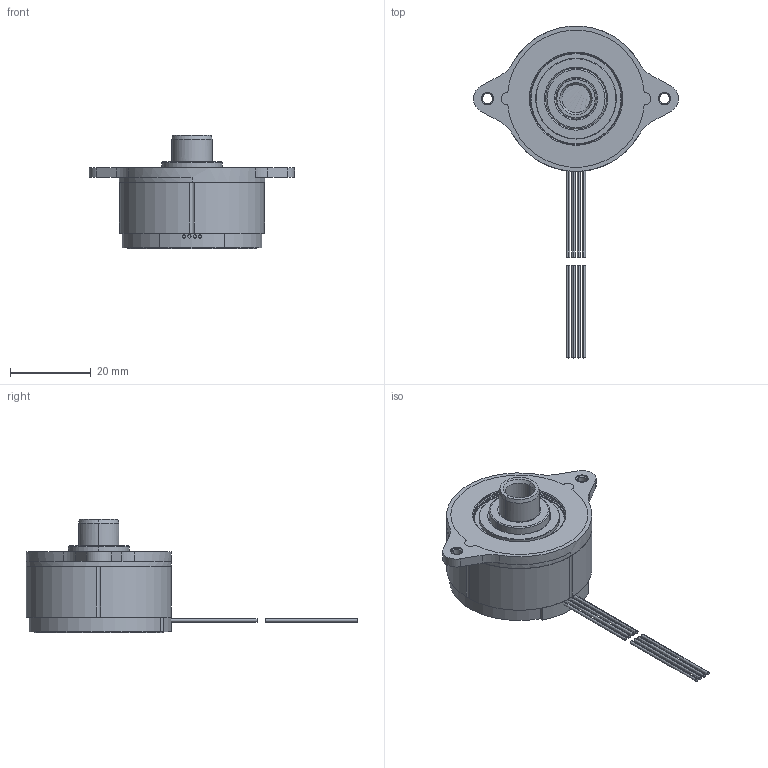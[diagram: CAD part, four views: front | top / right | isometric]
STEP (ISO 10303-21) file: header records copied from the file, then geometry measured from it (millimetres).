
FILE_DESCRIPTION((''),'2;1');
FILE_NAME('4611110064819_ASM','2024-04-16T17:03:07',('ms26442'),(''),'CREO PARAMETRIC BY PTC INC, 2018100','CREO PARAMETRIC BY PTC INC, 2018100','');
FILE_SCHEMA(('CONFIG_CONTROL_DESIGN'));
Length unit declared in the file: millimetre
Products named in the file (128): 4613102101248_AF0; 3698153000852_AF3; 3698153000852_AF2; 4613104026721_AF1_ASM; 4634140202730_AF1; 4613103016505_AF1_ASM; 3698201102127_AF1; 4219121200841_AF2; 4613103016506_AF2_ASM; 4613103016507_AF1_ASM; 4613103016508_AF0_ASM; 4613103016509_ASM; 4219121306374; 4331101000996; 4219121500663_ASM; 4332101306097_AF1; 4613106101025_AF0; 4693220001330_AF0; 4693220001330_AF1; 4693220001330_AF2; 4693220001330_AF3; 4693220001330_AF4; 4693220001330_AF5; 4693220001330_AF6; 4693220001330_AF7; 4693220001330_AF8; 4693220001330_AF9; 4693220001330_AF10; 4693220001330_AF11; 4693220001330_AF12; 4693220001330_AF13; 4693220001330_AF14; 4693220001330_AF15; 4693220001330_AF16; 4693220001330_AF17; 4693220001330_AF18; 4693220001330_AF19; 4693220001330_AF20; 4693220001330_AF21; 4693220001330_AF22 ...
Assembly tree (129 placements, depth 9):
  4611110064819_ASM
    4613153002188_ASM
      4613103016509_ASM
        4613103016508_AF0_ASM
          4613103016507_AF1_ASM
            4613103016506_AF2_ASM
              4613103016505_AF1_ASM
                4613104026721_AF1_ASM
                  4613102101248_AF0
                  3698153000852_AF3
                  3698153000852_AF2
                4634140202730_AF1
              3698201102127_AF1
              4219121200841_AF2
      4219121500663_ASM
        4219121306374
        4331101000996
      4613107115486_ASM
        4332101306097_AF1
        4613107115314_AF0_ASM
          4613106101025_AF0
          4693220001330_AF0
          4693220001330_AF1
          4693220001330_AF2
          4693220001330_AF3
          4693220001330_AF4
          4693220001330_AF5
          4693220001330_AF6
          4693220001330_AF7
          4693220001330_AF8
          4693220001330_AF9
          4693220001330_AF10
          4693220001330_AF11
          4693220001330_AF12
          4693220001330_AF13
          4693220001330_AF14
          4693220001330_AF15
          4693220001330_AF16
          4693220001330_AF17
          4693220001330_AF18
          4693220001330_AF19
          4693220001330_AF20
          4693220001330_AF21
          4693220001330_AF22
          4693220001330_AF23
          4693220001330_AF24
          4693220001330_AF25
          4693220001330_AF26
          4693220001330_AF27
          4693220001330_AF28
          4693220001330_AF29
          4693220001330_AF30
          4693220001330_AF31
          4693220001330_AF32
          4693220001330_AF33
          4693220001330_AF34
          4693220001330_AF35
          4693220001330_AF36
          4693220001330_AF37
          4693220001330_AF38
Bounding box: 50.82 x 82.2 x 28 mm (x, y, z)
Volume: 22207.7 mm3; surface area: 28408 mm2
Topology: 125 solids, 127 shells, 2752 faces, 7182 edges, 4742 vertices
Faces by surface type: plane 1477, cylinder 1148, torus 52, cone 48, bspline 27
Entity records: 90600 total; most frequent: CARTESIAN_POINT 18972, DIRECTION 15424, ORIENTED_EDGE 14194, EDGE_CURVE 7101, AXIS2_PLACEMENT_3D 5497, VERTEX_POINT 4690, VECTOR 4430, LINE 4430
